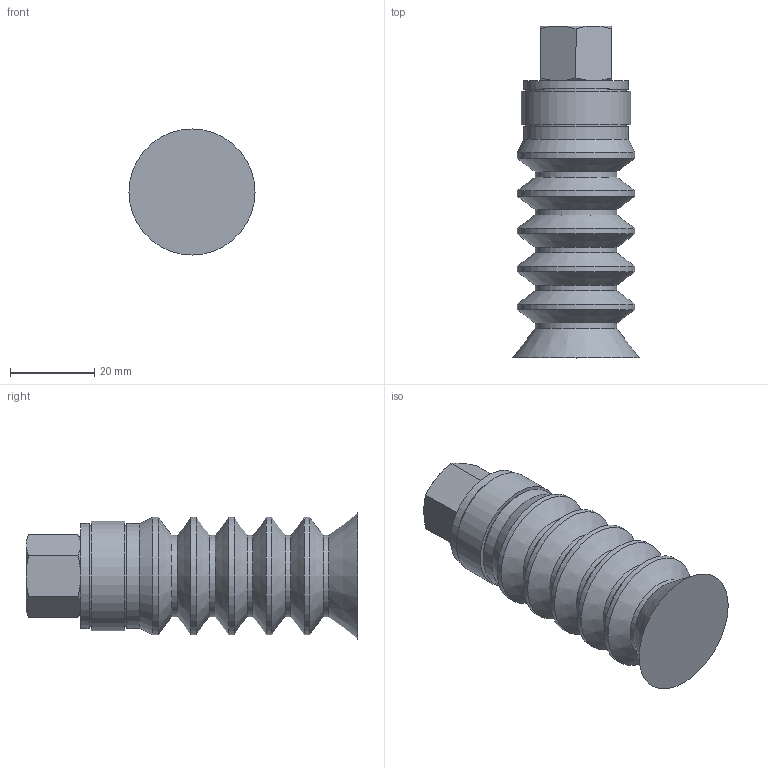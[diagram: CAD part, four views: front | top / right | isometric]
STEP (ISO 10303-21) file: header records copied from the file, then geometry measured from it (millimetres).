
FILE_DESCRIPTION(/* description */ (''),/* implementation_level */ '2;1');
FILE_NAME(/* name */ 'vf30-5nit_rac17r1-4h.stp',/* time_stamp */ '2020-09-22T12:58:51+02:00',/* author */ ('enginyeria'),/* organization */ (''),/* preprocessor_version */ 'ST-DEVELOPER v17.2',/* originating_system */ 'Autodesk Inventor 2019',/* authorisation */ '');
FILE_SCHEMA (('CONFIG_CONTROL_DESIGN'));
Length unit declared in the file: millimetre
Products named in the file (1): vf30-5nit_rac17r1-4h
Bounding box: 30 x 79 x 30 mm (x, y, z)
Volume: 33388.1 mm3; surface area: 9210.8 mm2
Topology: 1 solids, 1 shells, 54 faces, 137 edges, 91 vertices
Faces by surface type: cone 24, cylinder 16, plane 14
Full cylindrical faces by diameter (mm): 11.445 x1, 19.5 x5, 24 x2, 25 x2, 26 x1, 28 x5
Entity records: 1760 total; most frequent: CARTESIAN_POINT 331, DIRECTION 302, ORIENTED_EDGE 274, EDGE_CURVE 137, AXIS2_PLACEMENT_3D 134, VERTEX_POINT 91, CIRCLE 79, EDGE_LOOP 60
